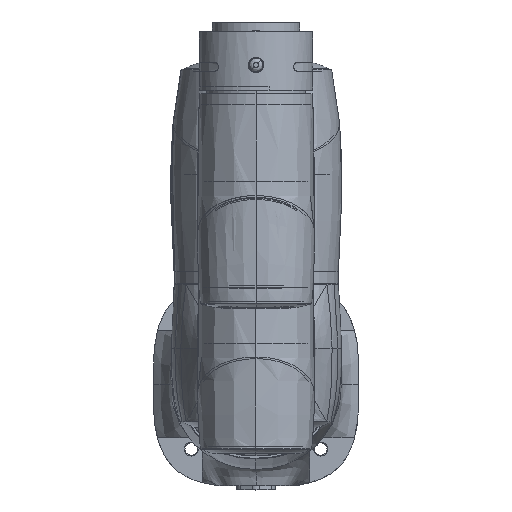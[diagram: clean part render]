
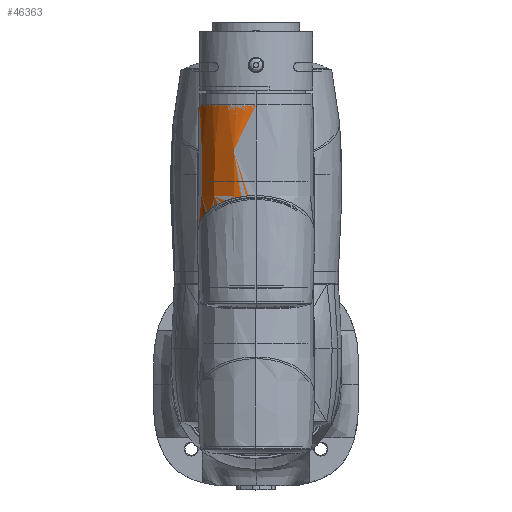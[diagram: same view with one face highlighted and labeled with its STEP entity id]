
A CAD part, top view. The second image highlights one B-rep face of the part: STEP entity #46363.
In plain terms, the highlighted free-form (B-spline) face has degree [3, 3] with [9, 7] control points.
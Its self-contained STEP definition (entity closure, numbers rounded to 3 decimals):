
#44201=CARTESIAN_POINT('',(-42.383,0.,
75.015));
#44265=CARTESIAN_POINT('',(0.,0.,9.5));
#44266=DIRECTION('',(0.,0.,1.));
#44267=DIRECTION('',(-1.,0.,0.));
#44268=AXIS2_PLACEMENT_3D('',#44265,#44266,#44267);
#44270=CARTESIAN_POINT('',(-42.383,0.,
75.015));
#44271=CARTESIAN_POINT('',(-42.432,0.,
64.167));
#44272=CARTESIAN_POINT('',(-42.313,0.,
42.294));
#44273=CARTESIAN_POINT('',(-41.575,0.,
20.47));
#44274=CARTESIAN_POINT('',(-41.,0.,
9.5));
#44276=CARTESIAN_POINT('',(0.,-42.072,
101.499));
#44277=CARTESIAN_POINT('',(-1.936,-42.094,
100.286));
#44278=CARTESIAN_POINT('',(-5.8,-41.88,
97.877));
#44279=CARTESIAN_POINT('',(-11.576,-40.743,
94.265));
#44280=CARTESIAN_POINT('',(-17.093,-38.814,
90.818));
#44281=CARTESIAN_POINT('',(-22.147,-36.216,
87.66));
#44282=CARTESIAN_POINT('',(-26.652,-33.092,
84.845));
#44283=CARTESIAN_POINT('',(-30.67,-29.449,
82.334));
#44284=CARTESIAN_POINT('',(-34.231,-25.206,
80.11));
#44285=CARTESIAN_POINT('',(-37.175,-20.589,
78.269));
#44286=CARTESIAN_POINT('',(-39.475,-15.727,
76.832));
#44287=CARTESIAN_POINT('',(-41.129,-10.683,
75.8));
#44288=CARTESIAN_POINT('',(-42.148,-5.435,
75.161));
#44289=CARTESIAN_POINT('',(-42.383,-1.823,
75.018));
#44290=CARTESIAN_POINT('',(-42.383,0.,
75.015));
#44345=CARTESIAN_POINT('',(0.,-42.072,
101.499));
#44428=CARTESIAN_POINT('',(0.,-42.072,
101.499));
#44429=CARTESIAN_POINT('',(0.,-42.129,
98.355));
#44430=CARTESIAN_POINT('',(0.,-42.269,
89.703));
#44431=CARTESIAN_POINT('',(0.,-42.463,
70.026));
#44432=CARTESIAN_POINT('',(0.,-42.319,
42.467));
#44433=CARTESIAN_POINT('',(0.,-41.575,
20.47));
#44434=CARTESIAN_POINT('',(0.,-41.,
9.5));
#45272=CARTESIAN_POINT('',(-41.,0.,9.5));
#45273=CARTESIAN_POINT('',(0.,-41.,
9.5));
#45274=VERTEX_POINT('',#45272);
#45275=VERTEX_POINT('',#45273);
#45296=VERTEX_POINT('',#44201);
#45299=VERTEX_POINT('',#44345);
#46290=CARTESIAN_POINT('',(0.661,-42.05,
102.419));
#46291=CARTESIAN_POINT('',(0.661,-42.114,
98.968));
#46292=CARTESIAN_POINT('',(0.661,-42.261,
90.01));
#46293=CARTESIAN_POINT('',(0.66,-42.458,
70.026));
#46294=CARTESIAN_POINT('',(0.655,-42.312,
42.159));
#46295=CARTESIAN_POINT('',(0.644,-41.549,
19.857));
#46296=CARTESIAN_POINT('',(0.637,-40.946,
8.581));
#46297=CARTESIAN_POINT('',(-5.126,-42.137,
102.422));
#46298=CARTESIAN_POINT('',(-5.127,-42.201,
98.971));
#46299=CARTESIAN_POINT('',(-5.128,-42.349,
90.012));
#46300=CARTESIAN_POINT('',(-5.121,-42.547,
70.026));
#46301=CARTESIAN_POINT('',(-5.078,-42.402,
42.156));
#46302=CARTESIAN_POINT('',(-4.994,-41.637,
19.854));
#46303=CARTESIAN_POINT('',(-4.937,-41.033,
8.581));
#46304=CARTESIAN_POINT('',(-13.519,-40.567,
102.425));
#46305=CARTESIAN_POINT('',(-13.532,-40.625,
98.974));
#46306=CARTESIAN_POINT('',(-13.562,-40.757,
90.015));
#46307=CARTESIAN_POINT('',(-13.598,-40.927,
70.027));
#46308=CARTESIAN_POINT('',(-13.549,-40.767,
42.153));
#46309=CARTESIAN_POINT('',(-13.359,-40.029,
19.85));
#46310=CARTESIAN_POINT('',(-13.214,-39.451,
8.582));
#46311=CARTESIAN_POINT('',(-23.533,-35.318,
102.427));
#46312=CARTESIAN_POINT('',(-23.558,-35.361,
98.976));
#46313=CARTESIAN_POINT('',(-23.615,-35.458,
90.016));
#46314=CARTESIAN_POINT('',(-23.68,-35.571,
70.027));
#46315=CARTESIAN_POINT('',(-23.576,-35.401,
42.15));
#46316=CARTESIAN_POINT('',(-23.193,-34.761,
19.848));
#46317=CARTESIAN_POINT('',(-22.902,-34.27,
8.582));
#46318=CARTESIAN_POINT('',(-30.054,-30.054,
102.428));
#46319=CARTESIAN_POINT('',(-30.087,-30.087,
98.976));
#46320=CARTESIAN_POINT('',(-30.159,-30.159,
90.016));
#46321=CARTESIAN_POINT('',(-30.237,-30.237,
70.027));
#46322=CARTESIAN_POINT('',(-30.081,-30.081,
42.15));
#46323=CARTESIAN_POINT('',(-29.549,-29.549,
19.848));
#46324=CARTESIAN_POINT('',(-29.146,-29.146,
8.582));
#46325=CARTESIAN_POINT('',(-35.318,-23.533,
102.427));
#46326=CARTESIAN_POINT('',(-35.361,-23.558,
98.976));
#46327=CARTESIAN_POINT('',(-35.458,-23.615,
90.016));
#46328=CARTESIAN_POINT('',(-35.571,-23.68,
70.027));
#46329=CARTESIAN_POINT('',(-35.401,-23.576,
42.15));
#46330=CARTESIAN_POINT('',(-34.761,-23.193,
19.848));
#46331=CARTESIAN_POINT('',(-34.27,-22.902,
8.582));
#46332=CARTESIAN_POINT('',(-40.568,-13.519,
102.425));
#46333=CARTESIAN_POINT('',(-40.625,-13.532,
98.974));
#46334=CARTESIAN_POINT('',(-40.757,-13.562,
90.015));
#46335=CARTESIAN_POINT('',(-40.927,-13.598,
70.027));
#46336=CARTESIAN_POINT('',(-40.768,-13.549,
42.153));
#46337=CARTESIAN_POINT('',(-40.029,-13.358,
19.85));
#46338=CARTESIAN_POINT('',(-39.451,-13.213,
8.582));
#46339=CARTESIAN_POINT('',(-42.137,-5.125,
102.422));
#46340=CARTESIAN_POINT('',(-42.201,-5.126,
98.971));
#46341=CARTESIAN_POINT('',(-42.349,-5.127,
90.012));
#46342=CARTESIAN_POINT('',(-42.547,-5.12,
70.026));
#46343=CARTESIAN_POINT('',(-42.402,-5.077,
42.156));
#46344=CARTESIAN_POINT('',(-41.637,-4.994,
19.854));
#46345=CARTESIAN_POINT('',(-41.033,-4.936,
8.581));
#46346=CARTESIAN_POINT('',(-42.05,0.662,
102.419));
#46347=CARTESIAN_POINT('',(-42.114,0.662,
98.968));
#46348=CARTESIAN_POINT('',(-42.261,0.662,
90.01));
#46349=CARTESIAN_POINT('',(-42.458,0.661,
70.026));
#46350=CARTESIAN_POINT('',(-42.312,0.656,
42.159));
#46351=CARTESIAN_POINT('',(-41.549,0.645,
19.857));
#46352=CARTESIAN_POINT('',(-40.946,0.638,
8.581));
#46353=B_SPLINE_SURFACE_WITH_KNOTS('',3,3,((#46290,#46291,#46292,#46293,#46294,
#46295,#46296),(#46297,#46298,#46299,#46300,#46301,#46302,#46303),(#46304,
#46305,#46306,#46307,#46308,#46309,#46310),(#46311,#46312,#46313,#46314,#46315,
#46316,#46317),(#46318,#46319,#46320,#46321,#46322,#46323,#46324),(#46325,
#46326,#46327,#46328,#46329,#46330,#46331),(#46332,#46333,#46334,#46335,#46336,
#46337,#46338),(#46339,#46340,#46341,#46342,#46343,#46344,#46345),(#46346,
#46347,#46348,#46349,#46350,#46351,#46352)),.UNSPECIFIED.,.F.,.F.,.F.,(4,1,1,1,
1,1,4),(4,1,1,1,4),(-0.01,0.25,0.375,0.5,0.625,0.75,
1.01),(0.297,0.375,0.5,0.75,1.007),
.UNSPECIFIED.);
#46355=ORIENTED_EDGE('',*,*,#46354,.F.);
#46357=ORIENTED_EDGE('',*,*,#46356,.T.);
#46359=ORIENTED_EDGE('',*,*,#46358,.F.);
#46360=ORIENTED_EDGE('',*,*,#46281,.F.);
#46361=EDGE_LOOP('',(#46355,#46357,#46359,#46360));
#46362=FACE_OUTER_BOUND('',#46361,.F.);
#46363=ADVANCED_FACE('',(#46362),#46353,.T.);
#44269=CIRCLE('',#44268,41.);
#44275=B_SPLINE_CURVE_WITH_KNOTS('',3,(#44270,#44271,#44272,#44273,#44274),
.UNSPECIFIED.,.F.,.F.,(4,1,4),(0.,0.496,1.),.UNSPECIFIED.);
#44291=B_SPLINE_CURVE_WITH_KNOTS('',3,(#44276,#44277,#44278,#44279,#44280,
#44281,#44282,#44283,#44284,#44285,#44286,#44287,#44288,#44289,#44290),
.UNSPECIFIED.,.F.,.F.,(4,1,1,1,1,1,1,1,1,1,1,1,4),(0.,0.083,
0.167,0.25,0.333,0.417,0.5,
0.583,0.667,0.75,0.833,0.917,
1.),.UNSPECIFIED.);
#44435=B_SPLINE_CURVE_WITH_KNOTS('',3,(#44428,#44429,#44430,#44431,#44432,
#44433,#44434),.UNSPECIFIED.,.F.,.F.,(4,1,1,1,4),(0.,0.103,
0.282,0.641,1.),.UNSPECIFIED.);
#46281=EDGE_CURVE('',#45296,#45274,#44275,.T.);
#46354=EDGE_CURVE('',#45299,#45296,#44291,.T.);
#46356=EDGE_CURVE('',#45299,#45275,#44435,.T.);
#46358=EDGE_CURVE('',#45274,#45275,#44269,.T.);
